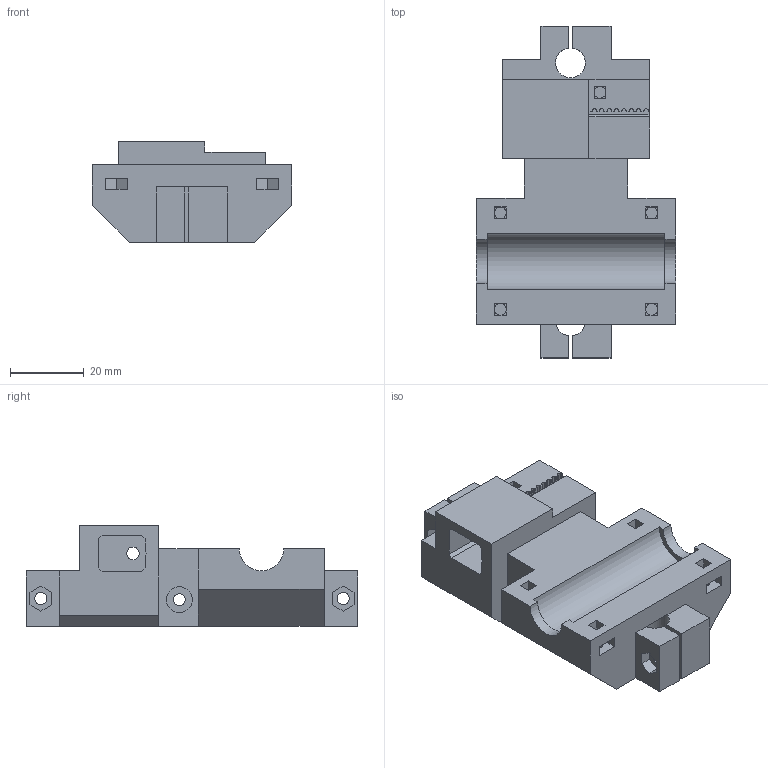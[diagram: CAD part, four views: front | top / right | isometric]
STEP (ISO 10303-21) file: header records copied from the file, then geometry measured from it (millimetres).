
FILE_DESCRIPTION(/* description */ (''),/* implementation_level */ '2;1');
FILE_NAME(/* name */ 'Y_Drive_Main.step',/* time_stamp */ '2019-08-30T15:28:14-04:00',/* author */ (''),/* organization */ (''),/* preprocessor_version */ 'ST-DEVELOPER v18',/* originating_system */ 'Autodesk Translation Framework v8.6.0.1094',/* authorisation */ '');
FILE_SCHEMA (('AUTOMOTIVE_DESIGN { 1 0 10303 214 3 1 1 }'));
Length unit declared in the file: millimetre
Products named in the file (1): Y_Drive_Main
Bounding box: 54 x 90 x 27.27 mm (x, y, z)
Volume: 57681 mm3; surface area: 18772 mm2
Topology: 1 solids, 1 shells, 268 faces, 732 edges, 482 vertices
Faces by surface type: plane 206, cylinder 62
Full cylindrical faces by diameter (mm): 3 x1, 3.2 x7, 3.3 x4, 3.4 x1, 6.1 x2, 7 x1, 7.3 x1
Entity records: 8487 total; most frequent: CARTESIAN_POINT 1483, ORIENTED_EDGE 1464, DIRECTION 1397, EDGE_CURVE 732, LINE 605, VECTOR 605, VERTEX_POINT 482, AXIS2_PLACEMENT_3D 396
